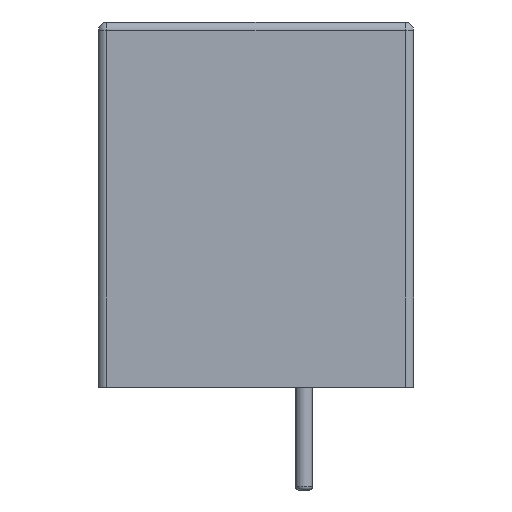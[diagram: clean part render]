
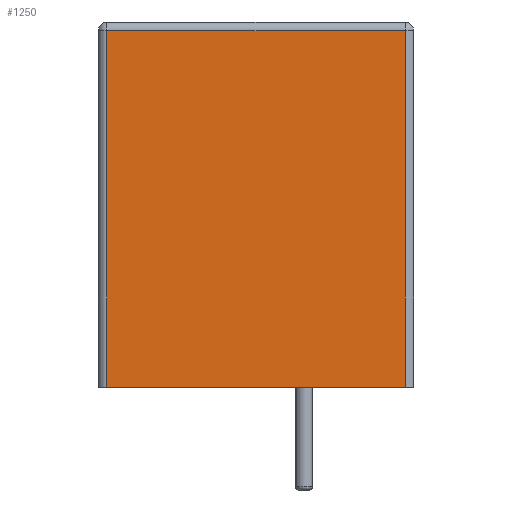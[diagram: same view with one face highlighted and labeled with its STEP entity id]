
A CAD part, front view. The second image highlights one B-rep face of the part: STEP entity #1250.
In plain terms, the highlighted planar face has unit normal (0, -1, 0).
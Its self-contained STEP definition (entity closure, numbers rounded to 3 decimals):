
#13=DIRECTION('',(0.,0.,1.));
#36=VECTOR('',#37,1.);
#37=DIRECTION('',(1.,0.));
#38=( GEOMETRIC_REPRESENTATION_CONTEXT(2) PARAMETRIC_REPRESENTATION_CONTEXT() REPRESENTATION_CONTEXT('2D SPACE','') );
#43=DIRECTION('',(-0.,-0.,-1.));
#44=DIRECTION('',(-1.,0.,0.));
#65=VECTOR('',#66,1.);
#66=DIRECTION('',(0.,-1.));
#70=CARTESIAN_POINT('',(0.,0.));
#110=VECTOR('',#111,1.);
#111=DIRECTION('',(0.,1.));
#153=DIRECTION('',(0.,-1.,0.));
#163=VECTOR('',#44,1.);
#365=VECTOR('',#13,1.);
#376=VECTOR('',#377,1.);
#377=DIRECTION('',(-0.,1.));
#387=PLANE('',#388);
#388=AXIS2_PLACEMENT_3D('',#389,#43,#44);
#389=CARTESIAN_POINT('',(-1.4,-8.89,0.01));
#428=DEFINITIONAL_REPRESENTATION('',(#429),#38);
#429=LINE('',#430,#65);
#430=CARTESIAN_POINT('',(0.25,0.));
#432=CYLINDRICAL_SURFACE('',#433,0.25);
#433=AXIS2_PLACEMENT_3D('',#434,#13,#44);
#434=CARTESIAN_POINT('',(-5.75,-19.565,0.01));
#435=DEFINITIONAL_REPRESENTATION('',(#436),#38);
#436=LINE('',#70,#110);
#442=DEFINITIONAL_REPRESENTATION('',(#443),#38);
#443=LINE('',#444,#36);
#444=CARTESIAN_POINT('',(0.25,-10.4));
#449=DEFINITIONAL_REPRESENTATION('',(#450),#38);
#450=LINE('',#451,#376);
#451=CARTESIAN_POINT('',(-1.571,0.));
#462=DEFINITIONAL_REPRESENTATION('',(#463),#38);
#463=LINE('',#464,#36);
#464=CARTESIAN_POINT('',(0.,-0.));
#549=CYLINDRICAL_SURFACE('',#550,0.25);
#550=AXIS2_PLACEMENT_3D('',#551,#13,#153);
#551=CARTESIAN_POINT('',(2.95,-19.565,0.01));
#552=DEFINITIONAL_REPRESENTATION('',(#553),#38);
#553=LINE('',#554,#110);
#554=CARTESIAN_POINT('',(1.571,0.));
#855=VERTEX_POINT('',#856);
#856=CARTESIAN_POINT('',(-5.75,-19.815,0.01));
#874=EDGE_CURVE('',#855,#875,#877,.T.);
#875=VERTEX_POINT('',#876);
#876=CARTESIAN_POINT('',(-5.75,-19.815,10.41));
#877=SURFACE_CURVE('',#878,(#879,#880),.PCURVE_S1.);
#878=LINE('',#856,#365);
#879=PCURVE('',#432,#552);
#880=PCURVE('',#881,#884);
#881=PLANE('',#882);
#882=AXIS2_PLACEMENT_3D('',#883,#153,#44);
#883=CARTESIAN_POINT('',(3.2,-19.815,0.01));
#884=DEFINITIONAL_REPRESENTATION('',(#885),#38);
#885=LINE('',#886,#65);
#886=CARTESIAN_POINT('',(8.95,0.));
#903=EDGE_CURVE('',#904,#855,#906,.T.);
#904=VERTEX_POINT('',#905);
#905=CARTESIAN_POINT('',(2.95,-19.815,0.01));
#906=SURFACE_CURVE('',#907,(#908,#912),.PCURVE_S1.);
#907=LINE('',#883,#163);
#908=PCURVE('',#387,#909);
#909=DEFINITIONAL_REPRESENTATION('',(#910),#38);
#910=LINE('',#911,#36);
#911=CARTESIAN_POINT('',(-4.6,-10.925));
#912=PCURVE('',#881,#462);
#974=CARTESIAN_POINT('',(2.95,-19.565,10.41));
#992=EDGE_CURVE('',#904,#993,#995,.T.);
#993=VERTEX_POINT('',#994);
#994=CARTESIAN_POINT('',(2.95,-19.815,10.41));
#995=SURFACE_CURVE('',#996,(#997,#998),.PCURVE_S1.);
#996=LINE('',#905,#365);
#997=PCURVE('',#549,#435);
#998=PCURVE('',#881,#428);
#1221=CYLINDRICAL_SURFACE('',#1222,0.25);
#1222=AXIS2_PLACEMENT_3D('',#974,#44,#13);
#1250=ADVANCED_FACE('',(#1251),#881,.T.);
#1251=FACE_BOUND('',#1252,.T.);
#1252=EDGE_LOOP('',(#1253,#1254,#1260,#1261));
#1253=ORIENTED_EDGE('',*,*,#992,.T.);
#1254=ORIENTED_EDGE('',*,*,#1255,.T.);
#1255=EDGE_CURVE('',#993,#875,#1256,.T.);
#1256=SURFACE_CURVE('',#1257,(#1258,#1259),.PCURVE_S1.);
#1257=LINE('',#994,#163);
#1258=PCURVE('',#881,#442);
#1259=PCURVE('',#1221,#449);
#1260=ORIENTED_EDGE('',*,*,#874,.F.);
#1261=ORIENTED_EDGE('',*,*,#903,.F.);
